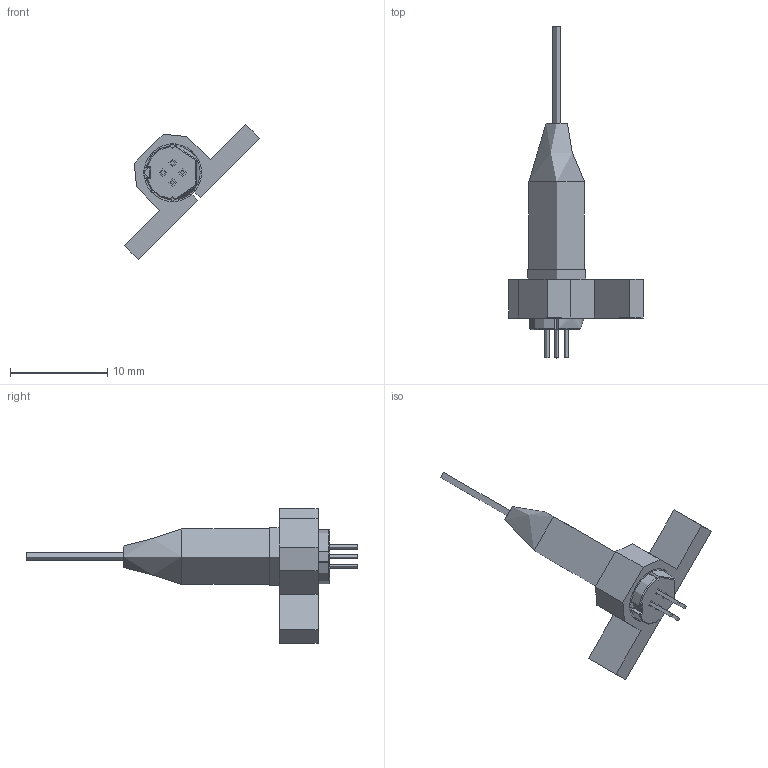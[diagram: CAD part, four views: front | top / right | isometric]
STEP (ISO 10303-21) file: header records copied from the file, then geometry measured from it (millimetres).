
FILE_DESCRIPTION(('FreeCAD Model'),'2;1');
FILE_NAME('Open CASCADE Shape Model','2023-05-02T15:40:13',(''),(''), 'Open CASCADE STEP processor 7.6','FreeCAD','Unknown');
FILE_SCHEMA(('AUTOMOTIVE_DESIGN { 1 0 10303 214 1 1 1 1 }'));
Length unit declared in the file: millimetre
Products named in the file (8): Unnamed; XZ_Plane; Body; TypeA_Laser; Import(TypeA_Laser); Sketch; X_Axis; Pad
Assembly tree (11 placements, depth 2):
  Unnamed
    XZ_Plane  x3
    Body
    TypeA_Laser
    Import(TypeA_Laser)
    Sketch
    X_Axis  x3
    Pad
Bounding box: 13.86 x 34.1 x 13.86 mm (x, y, z)
Volume: 1310.2 mm3; surface area: 1575 mm2
Topology: 4 solids, 4 shells, 130 faces, 295 edges, 206 vertices
Faces by surface type: plane 88, cylinder 30, cone 12
Full cylindrical faces by diameter (mm): 0.45 x8, 0.8 x8, 0.86 x2, 5.7 x2, 6 x2
Entity records: 4612 total; most frequent: DIRECTION 664, CARTESIAN_POINT 643, ORIENTED_EDGE 556, EDGE_CURVE 278, AXIS2_PLACEMENT_3D 231, LINE 202, VECTOR 202, VERTEX_POINT 178
